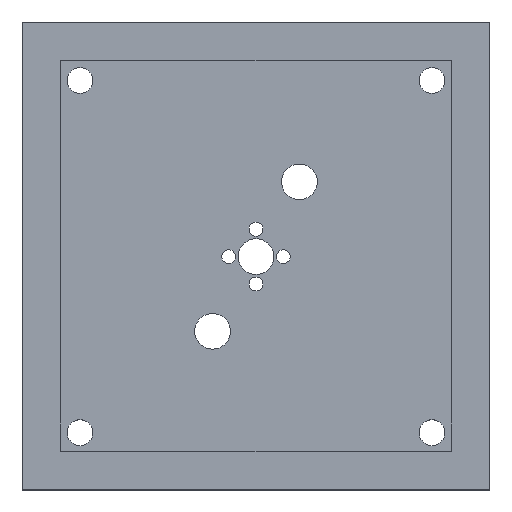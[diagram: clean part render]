
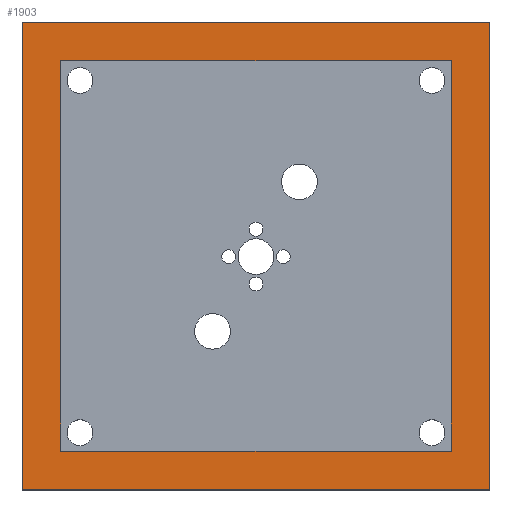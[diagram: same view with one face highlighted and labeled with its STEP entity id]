
A CAD part, top view. The second image highlights one B-rep face of the part: STEP entity #1903.
In plain terms, the highlighted planar face has unit normal (0, 0, 1).
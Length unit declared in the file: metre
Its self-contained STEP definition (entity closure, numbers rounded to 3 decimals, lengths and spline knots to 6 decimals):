
#101 = VERTEX_POINT ( 'NONE', #170 ) ;
#170 = CARTESIAN_POINT ( 'NONE',  ( 0.997835, 2.193, 1.195 ) ) ;
#204 = EDGE_CURVE ( 'NONE', #5333, #1826, #302, .T. ) ;
#266 = EDGE_LOOP ( 'NONE', ( #5001, #5608, #1306, #7134 ) ) ;
#302 = LINE ( 'NONE', #7465, #861 ) ;
#338 = LINE ( 'NONE', #3183, #5961 ) ;
#406 = CARTESIAN_POINT ( 'NONE',  ( -1.195, 2.39, 1.195 ) ) ;
#463 = CARTESIAN_POINT ( 'NONE',  ( -1.195, 2.39, 1.195 ) ) ;
#511 = CARTESIAN_POINT ( 'NONE',  ( -1.195, 2.39, 1.195 ) ) ;
#861 = VECTOR ( 'NONE', #8763, 1. ) ;
#865 = VECTOR ( 'NONE', #7828, 1. ) ;
#887 = DIRECTION ( 'NONE',  ( -1., 0., 0. ) ) ;
#895 = VERTEX_POINT ( 'NONE', #3906 ) ;
#1007 = DIRECTION ( 'NONE',  ( 0., 1., 0. ) ) ;
#1111 = DIRECTION ( 'NONE',  ( 1., 0., 0. ) ) ;
#1242 = DIRECTION ( 'NONE',  ( 0., -1., 0. ) ) ;
#1306 = ORIENTED_EDGE ( 'NONE', *, *, #5039, .F. ) ;
#1579 = LINE ( 'NONE', #7253, #4187 ) ;
#1744 = LINE ( 'NONE', #5094, #7135 ) ;
#1826 = VERTEX_POINT ( 'NONE', #3826 ) ;
#1903 = ADVANCED_FACE ( 'NONE', ( #5475, #6842 ), #4186, .F. ) ;
#1949 = DIRECTION ( 'NONE',  ( -1., 0., 0. ) ) ;
#2042 = ORIENTED_EDGE ( 'NONE', *, *, #5308, .T. ) ;
#2167 = EDGE_CURVE ( 'NONE', #101, #895, #7270, .T. ) ;
#2289 = CARTESIAN_POINT ( 'NONE',  ( -0.997835, 2.193, 1.195 ) ) ;
#2322 = EDGE_CURVE ( 'NONE', #7248, #4341, #338, .T. ) ;
#2682 = EDGE_CURVE ( 'NONE', #4341, #101, #1579, .T. ) ;
#2880 = VERTEX_POINT ( 'NONE', #406 ) ;
#2956 = EDGE_LOOP ( 'NONE', ( #6285, #2042, #8383, #4726 ) ) ;
#3098 = EDGE_CURVE ( 'NONE', #2880, #5333, #1744, .T. ) ;
#3183 = CARTESIAN_POINT ( 'NONE',  ( -0.997835, 0.197, 1.195 ) ) ;
#3310 = CARTESIAN_POINT ( 'NONE',  ( 1.195, 2.39, 1.195 ) ) ;
#3826 = CARTESIAN_POINT ( 'NONE',  ( 1.195, 0.002, 1.195 ) ) ;
#3893 = DIRECTION ( 'NONE',  ( 1., 0., 0. ) ) ;
#3906 = CARTESIAN_POINT ( 'NONE',  ( -0.997835, 2.193, 1.195 ) ) ;
#4050 = CARTESIAN_POINT ( 'NONE',  ( -1.195, 0.002, 1.195 ) ) ;
#4186 = PLANE ( 'NONE',  #6845 ) ;
#4187 = VECTOR ( 'NONE', #1007, 1. ) ;
#4268 = CARTESIAN_POINT ( 'NONE',  ( -0.997835, 0.197, 1.195 ) ) ;
#4341 = VERTEX_POINT ( 'NONE', #6014 ) ;
#4726 = ORIENTED_EDGE ( 'NONE', *, *, #3098, .F. ) ;
#4834 = LINE ( 'NONE', #4973, #865 ) ;
#4973 = CARTESIAN_POINT ( 'NONE',  ( -0.997835, 2.193, 1.195 ) ) ;
#5001 = ORIENTED_EDGE ( 'NONE', *, *, #2682, .F. ) ;
#5039 = EDGE_CURVE ( 'NONE', #895, #7248, #4834, .T. ) ;
#5094 = CARTESIAN_POINT ( 'NONE',  ( -1.195, 2.39, 1.195 ) ) ;
#5158 = DIRECTION ( 'NONE',  ( 1., 0., 0. ) ) ;
#5290 = VERTEX_POINT ( 'NONE', #4050 ) ;
#5308 = EDGE_CURVE ( 'NONE', #5290, #1826, #7499, .T. ) ;
#5333 = VERTEX_POINT ( 'NONE', #3310 ) ;
#5475 = FACE_OUTER_BOUND ( 'NONE', #2956, .T. ) ;
#5477 = CARTESIAN_POINT ( 'NONE',  ( -1.195, 0.002, 1.195 ) ) ;
#5608 = ORIENTED_EDGE ( 'NONE', *, *, #2322, .F. ) ;
#5624 = VECTOR ( 'NONE', #1111, 1. ) ;
#5961 = VECTOR ( 'NONE', #5158, 1. ) ;
#6014 = CARTESIAN_POINT ( 'NONE',  ( 0.997835, 0.197, 1.195 ) ) ;
#6285 = ORIENTED_EDGE ( 'NONE', *, *, #6610, .T. ) ;
#6610 = EDGE_CURVE ( 'NONE', #2880, #5290, #8875, .T. ) ;
#6842 = FACE_BOUND ( 'NONE', #266, .T. ) ;
#6845 = AXIS2_PLACEMENT_3D ( 'NONE', #511, #8282, #1949 ) ;
#7134 = ORIENTED_EDGE ( 'NONE', *, *, #2167, .F. ) ;
#7135 = VECTOR ( 'NONE', #3893, 1. ) ;
#7248 = VERTEX_POINT ( 'NONE', #4268 ) ;
#7253 = CARTESIAN_POINT ( 'NONE',  ( 0.997835, 2.193, 1.195 ) ) ;
#7265 = VECTOR ( 'NONE', #1242, 1. ) ;
#7270 = LINE ( 'NONE', #2289, #8191 ) ;
#7465 = CARTESIAN_POINT ( 'NONE',  ( 1.195, 2.39, 1.195 ) ) ;
#7499 = LINE ( 'NONE', #5477, #5624 ) ;
#7828 = DIRECTION ( 'NONE',  ( 0., -1., 0. ) ) ;
#8191 = VECTOR ( 'NONE', #887, 1. ) ;
#8282 = DIRECTION ( 'NONE',  ( 0., 0., -1. ) ) ;
#8383 = ORIENTED_EDGE ( 'NONE', *, *, #204, .F. ) ;
#8763 = DIRECTION ( 'NONE',  ( 0., -1., 0. ) ) ;
#8875 = LINE ( 'NONE', #463, #7265 ) ;
